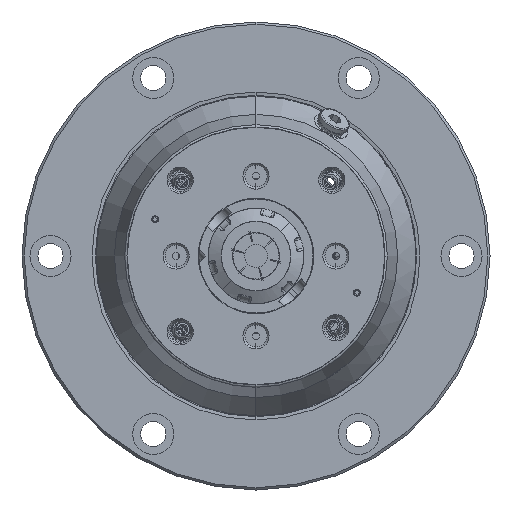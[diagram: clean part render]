
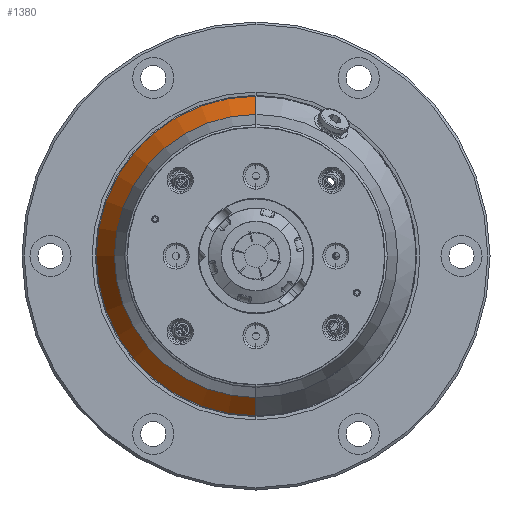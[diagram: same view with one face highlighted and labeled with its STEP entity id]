
A CAD part, left-side view. The second image highlights one B-rep face of the part: STEP entity #1380.
In plain terms, the highlighted conical face has half-angle 30 degrees and reference radius 70 mm.
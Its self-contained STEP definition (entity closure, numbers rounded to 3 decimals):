
#1380 = ADVANCED_FACE ( 'NONE', ( #10866 ), #10583, .T. ) ;
#3681 = AXIS2_PLACEMENT_3D ( 'NONE', #56240, #56976, #56046 ) ;
#5206 = VERTEX_POINT ( 'NONE', #30531 ) ;
#5989 = CARTESIAN_POINT ( 'NONE',  ( 63.856, 0., 70. ) ) ;
#7708 = ORIENTED_EDGE ( 'NONE', *, *, #51772, .T. ) ;
#10583 = CONICAL_SURFACE ( 'NONE', #3681, 70., 0.524 ) ;
#10866 = FACE_OUTER_BOUND ( 'NONE', #51806, .T. ) ;
#13309 = ORIENTED_EDGE ( 'NONE', *, *, #52208, .F. ) ;
#21688 = AXIS2_PLACEMENT_3D ( 'NONE', #39066, #39016, #38944 ) ;
#23553 = VERTEX_POINT ( 'NONE', #43918 ) ;
#25584 = DIRECTION ( 'NONE',  ( 0.866, 0., -0.5 ) ) ;
#25594 = CARTESIAN_POINT ( 'NONE',  ( 63.856, 0., -70. ) ) ;
#28127 = DIRECTION ( 'NONE',  ( 0., 0., -1. ) ) ;
#28203 = DIRECTION ( 'NONE',  ( 1., 0., 0. ) ) ;
#28272 = CARTESIAN_POINT ( 'NONE',  ( 63.856, 0., 0. ) ) ;
#30531 = CARTESIAN_POINT ( 'NONE',  ( 63.856, 0., -70. ) ) ;
#31529 = CARTESIAN_POINT ( 'NONE',  ( 50., 0., 62. ) ) ;
#33384 = LINE ( 'NONE', #25594, #33497 ) ;
#33497 = VECTOR ( 'NONE', #25584, 1000. ) ;
#34176 = DIRECTION ( 'NONE',  ( 0.866, 0., 0.5 ) ) ;
#34964 = CARTESIAN_POINT ( 'NONE',  ( 63.856, 0., 70. ) ) ;
#35566 = VERTEX_POINT ( 'NONE', #31529 ) ;
#36641 = CIRCLE ( 'NONE', #55812, 70. ) ;
#38833 = VERTEX_POINT ( 'NONE', #5989 ) ;
#38944 = DIRECTION ( 'NONE',  ( 0., 0., -1. ) ) ;
#39016 = DIRECTION ( 'NONE',  ( 1., 0., 0. ) ) ;
#39066 = CARTESIAN_POINT ( 'NONE',  ( 50., 0., 0. ) ) ;
#39681 = VECTOR ( 'NONE', #34176, 1000. ) ;
#40072 = LINE ( 'NONE', #34964, #39681 ) ;
#42873 = CIRCLE ( 'NONE', #21688, 62. ) ;
#43212 = ORIENTED_EDGE ( 'NONE', *, *, #51956, .T. ) ;
#43918 = CARTESIAN_POINT ( 'NONE',  ( 50., 0., -62. ) ) ;
#50388 = ORIENTED_EDGE ( 'NONE', *, *, #52138, .F. ) ;
#51772 = EDGE_CURVE ( 'NONE', #23553, #35566, #42873, .T. ) ;
#51806 = EDGE_LOOP ( 'NONE', ( #7708, #43212, #50388, #13309 ) ) ;
#51956 = EDGE_CURVE ( 'NONE', #35566, #38833, #40072, .T. ) ;
#52138 = EDGE_CURVE ( 'NONE', #5206, #38833, #36641, .T. ) ;
#52208 = EDGE_CURVE ( 'NONE', #23553, #5206, #33384, .T. ) ;
#55812 = AXIS2_PLACEMENT_3D ( 'NONE', #28272, #28203, #28127 ) ;
#56046 = DIRECTION ( 'NONE',  ( 0., 0., -1. ) ) ;
#56240 = CARTESIAN_POINT ( 'NONE',  ( 63.856, 0., 0. ) ) ;
#56976 = DIRECTION ( 'NONE',  ( 1., 0., 0. ) ) ;
